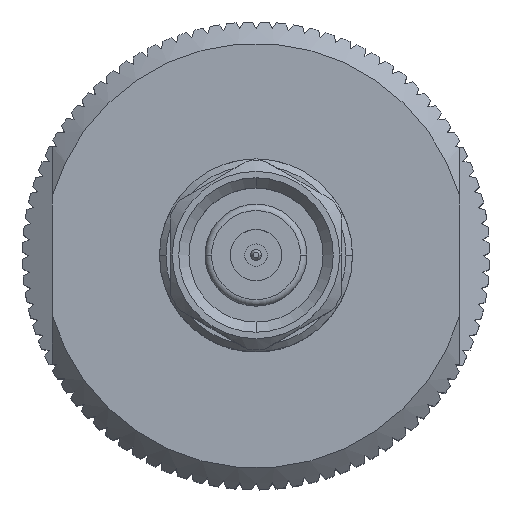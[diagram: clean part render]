
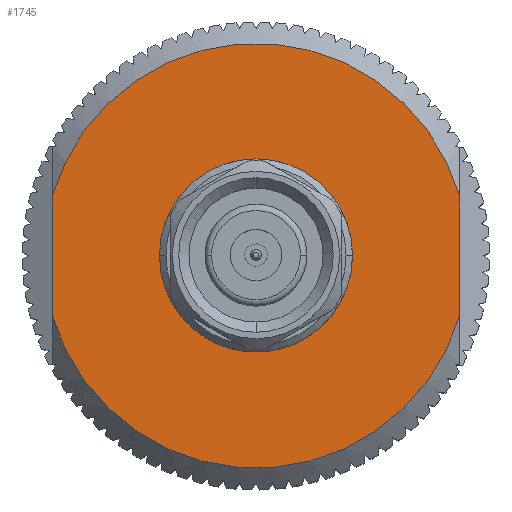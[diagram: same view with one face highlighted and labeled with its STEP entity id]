
A CAD part, top view. The second image highlights one B-rep face of the part: STEP entity #1745.
In plain terms, the highlighted planar face has unit normal (0, 0, 1).
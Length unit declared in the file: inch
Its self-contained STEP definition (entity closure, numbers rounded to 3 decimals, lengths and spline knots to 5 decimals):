
#519 = EDGE_CURVE ( 'NONE', #22353, #4025, #26977, .T. ) ;
#727 = AXIS2_PLACEMENT_3D ( 'NONE', #24392, #24529, #26619 ) ;
#1257 = EDGE_CURVE ( 'NONE', #3990, #3928, #24610, .T. ) ;
#1396 = ORIENTED_EDGE ( 'NONE', *, *, #1257, .F. ) ;
#1675 = DIRECTION ( 'NONE',  ( 1., 0., 0. ) ) ;
#1745 = ADVANCED_FACE ( 'NONE', ( #5147, #13386 ), #17587, .T. ) ;
#3450 = VECTOR ( 'NONE', #16186, 39.37008 ) ;
#3928 = VERTEX_POINT ( 'NONE', #11139 ) ;
#3990 = VERTEX_POINT ( 'NONE', #13909 ) ;
#4025 = VERTEX_POINT ( 'NONE', #19075 ) ;
#4442 = AXIS2_PLACEMENT_3D ( 'NONE', #15490, #11308, #4870 ) ;
#4870 = DIRECTION ( 'NONE',  ( 1., 0., 0. ) ) ;
#4971 = VERTEX_POINT ( 'NONE', #21026 ) ;
#5147 = FACE_OUTER_BOUND ( 'NONE', #21171, .T. ) ;
#6191 = EDGE_CURVE ( 'NONE', #4971, #22353, #10080, .T. ) ;
#6332 = ORIENTED_EDGE ( 'NONE', *, *, #24432, .T. ) ;
#7824 = CARTESIAN_POINT ( 'NONE',  ( 0.17962, 1.14777, 1.12433 ) ) ;
#7974 = VECTOR ( 'NONE', #15510, 39.37008 ) ;
#8053 = DIRECTION ( 'NONE',  ( 0., 0., 1. ) ) ;
#8542 = CIRCLE ( 'NONE', #11686, 0.38976 ) ;
#10080 = CIRCLE ( 'NONE', #26581, 0.38976 ) ;
#11139 = CARTESIAN_POINT ( 'NONE',  ( 0.41584, 0.69086, 1.12433 ) ) ;
#11308 = DIRECTION ( 'NONE',  ( 0., 0., 1. ) ) ;
#11487 = LINE ( 'NONE', #15226, #7974 ) ;
#11686 = AXIS2_PLACEMENT_3D ( 'NONE', #16379, #11777, #14144 ) ;
#11777 = DIRECTION ( 'NONE',  ( 0., 0., 1. ) ) ;
#13090 = CARTESIAN_POINT ( 'NONE',  ( 0.55364, 0.69086, 1.12433 ) ) ;
#13386 = FACE_BOUND ( 'NONE', #26988, .T. ) ;
#13848 = ORIENTED_EDGE ( 'NONE', *, *, #519, .T. ) ;
#13909 = CARTESIAN_POINT ( 'NONE',  ( 0.69143, 0.69086, 1.12433 ) ) ;
#14144 = DIRECTION ( 'NONE',  ( 1., 0., 0. ) ) ;
#15142 = CARTESIAN_POINT ( 'NONE',  ( 0.92765, 0.58119, 1.12433 ) ) ;
#15165 = DIRECTION ( 'NONE',  ( 1., 0., 0. ) ) ;
#15226 = CARTESIAN_POINT ( 'NONE',  ( 0.92765, 1.14777, 1.12433 ) ) ;
#15380 = CIRCLE ( 'NONE', #20738, 0.1378 ) ;
#15490 = CARTESIAN_POINT ( 'NONE',  ( 0.55364, 0.69086, 1.12433 ) ) ;
#15510 = DIRECTION ( 'NONE',  ( 0., 1., 0. ) ) ;
#15867 = ORIENTED_EDGE ( 'NONE', *, *, #6191, .T. ) ;
#16186 = DIRECTION ( 'NONE',  ( 0., -1., 0. ) ) ;
#16379 = CARTESIAN_POINT ( 'NONE',  ( 0.55364, 0.69086, 1.12433 ) ) ;
#17539 = EDGE_CURVE ( 'NONE', #3928, #3990, #15380, .T. ) ;
#17587 = PLANE ( 'NONE',  #4442 ) ;
#18125 = CARTESIAN_POINT ( 'NONE',  ( 0.17962, 0.80054, 1.12433 ) ) ;
#18492 = ORIENTED_EDGE ( 'NONE', *, *, #27522, .T. ) ;
#19075 = CARTESIAN_POINT ( 'NONE',  ( 0.17962, 0.58119, 1.12433 ) ) ;
#20738 = AXIS2_PLACEMENT_3D ( 'NONE', #27505, #8053, #1675 ) ;
#20847 = VERTEX_POINT ( 'NONE', #15142 ) ;
#21026 = CARTESIAN_POINT ( 'NONE',  ( 0.92765, 0.80054, 1.12433 ) ) ;
#21171 = EDGE_LOOP ( 'NONE', ( #18492, #6332, #15867, #13848 ) ) ;
#22353 = VERTEX_POINT ( 'NONE', #18125 ) ;
#24392 = CARTESIAN_POINT ( 'NONE',  ( 0.55364, 0.69086, 1.12433 ) ) ;
#24432 = EDGE_CURVE ( 'NONE', #20847, #4971, #11487, .T. ) ;
#24529 = DIRECTION ( 'NONE',  ( 0., 0., 1. ) ) ;
#24610 = CIRCLE ( 'NONE', #727, 0.1378 ) ;
#26581 = AXIS2_PLACEMENT_3D ( 'NONE', #13090, #27519, #15165 ) ;
#26619 = DIRECTION ( 'NONE',  ( 1., 0., 0. ) ) ;
#26977 = LINE ( 'NONE', #7824, #3450 ) ;
#26988 = EDGE_LOOP ( 'NONE', ( #27254, #1396 ) ) ;
#27254 = ORIENTED_EDGE ( 'NONE', *, *, #17539, .F. ) ;
#27505 = CARTESIAN_POINT ( 'NONE',  ( 0.55364, 0.69086, 1.12433 ) ) ;
#27519 = DIRECTION ( 'NONE',  ( 0., 0., 1. ) ) ;
#27522 = EDGE_CURVE ( 'NONE', #4025, #20847, #8542, .T. ) ;
